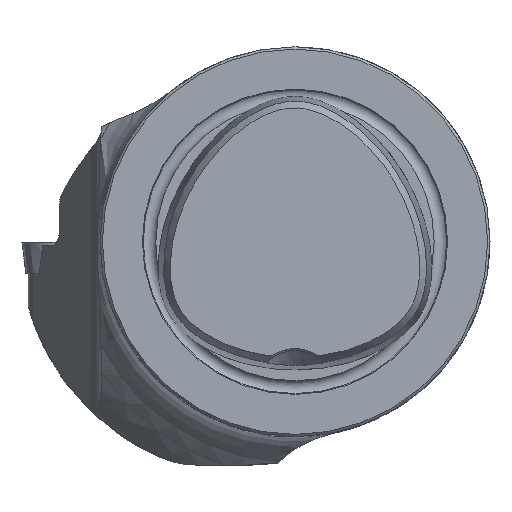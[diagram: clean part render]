
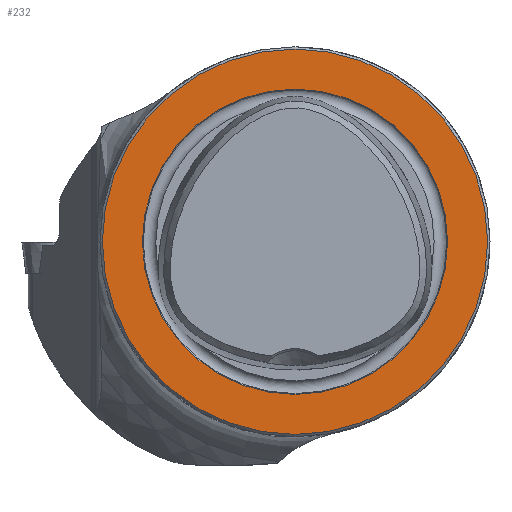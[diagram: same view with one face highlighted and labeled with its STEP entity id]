
A CAD part, top view. The second image highlights one B-rep face of the part: STEP entity #232.
In plain terms, the highlighted planar face has unit normal (0, 0, 1).
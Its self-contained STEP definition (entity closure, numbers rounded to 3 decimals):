
#111=FACE_BOUND('',#410,.T.);
#112=FACE_BOUND('',#411,.T.);
#193=CIRCLE('',#1476,24.7);
#194=CIRCLE('',#1478,19.564);
#232=ADVANCED_FACE('',(#111,#112),#294,.F.);
#294=PLANE('',#1479);
#410=EDGE_LOOP('',(#744));
#411=EDGE_LOOP('',(#745));
#744=ORIENTED_EDGE('',*,*,#1213,.T.);
#745=ORIENTED_EDGE('',*,*,#1212,.F.);
#1067=VERTEX_POINT('',#7704);
#1068=VERTEX_POINT('',#7707);
#1212=EDGE_CURVE('',#1067,#1067,#193,.T.);
#1213=EDGE_CURVE('',#1068,#1068,#194,.T.);
#1476=AXIS2_PLACEMENT_3D('',#7703,#1684,#1685);
#1478=AXIS2_PLACEMENT_3D('',#7706,#1688,#1689);
#1479=AXIS2_PLACEMENT_3D('',#7708,#1690,#1691);
#1684=DIRECTION('',(0.,0.,-1.));
#1685=DIRECTION('',(-1.,0.,0.));
#1688=DIRECTION('',(0.,0.,-1.));
#1689=DIRECTION('',(-1.,0.,0.));
#1690=DIRECTION('',(0.,0.,-1.));
#1691=DIRECTION('',(1.,0.,0.));
#7703=CARTESIAN_POINT('',(0.,0.,0.));
#7704=CARTESIAN_POINT('',(-24.7,0.,0.));
#7706=CARTESIAN_POINT('',(0.,0.,0.));
#7707=CARTESIAN_POINT('',(-19.564,0.,0.));
#7708=CARTESIAN_POINT('',(0.,-24.7,0.));
